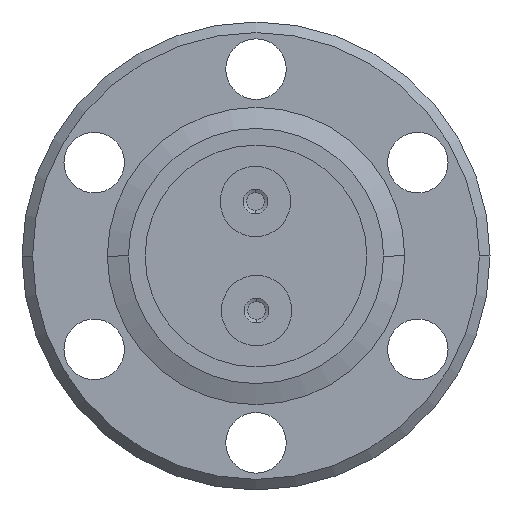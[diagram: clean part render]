
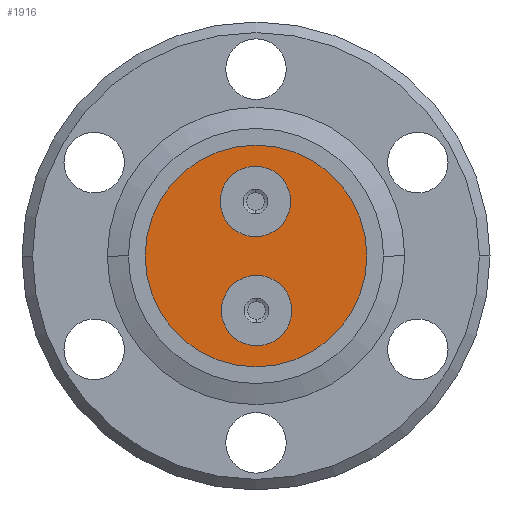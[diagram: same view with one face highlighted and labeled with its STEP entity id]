
A CAD part, front view. The second image highlights one B-rep face of the part: STEP entity #1916.
In plain terms, the highlighted planar face has unit normal (0, -1, 0).
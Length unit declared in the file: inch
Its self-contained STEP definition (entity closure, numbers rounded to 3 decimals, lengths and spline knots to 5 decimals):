
#337 = DIRECTION ( 'NONE',  ( 0., 0., 1. ) ) ;
#367 = DIRECTION ( 'NONE',  ( 0., 0., -1. ) ) ;
#368 = DIRECTION ( 'NONE',  ( 0., -1., 0. ) ) ;
#369 = CARTESIAN_POINT ( 'NONE',  ( -0.0016, 0.86, 0.15499 ) ) ;
#414 = DIRECTION ( 'NONE',  ( 0., -1., 0. ) ) ;
#492 = DIRECTION ( 'NONE',  ( 0., -1., 0. ) ) ;
#508 = CARTESIAN_POINT ( 'NONE',  ( 0., 0.86, 0. ) ) ;
#531 = DIRECTION ( 'NONE',  ( 0., 0., -1. ) ) ;
#552 = CARTESIAN_POINT ( 'NONE',  ( 0.0016, 0.86, -0.15499 ) ) ;
#695 = EDGE_CURVE ( 'NONE', #2880, #2879, #1667, .T. ) ;
#846 = AXIS2_PLACEMENT_3D ( 'NONE', #2011, #2014, #2006 ) ;
#938 = AXIS2_PLACEMENT_3D ( 'NONE', #2376, #2375, #2367 ) ;
#942 = AXIS2_PLACEMENT_3D ( 'NONE', #2435, #2433, #2436 ) ;
#944 = AXIS2_PLACEMENT_3D ( 'NONE', #2495, #2462, #2459 ) ;
#956 = EDGE_CURVE ( 'NONE', #2892, #2891, #1262, .T. ) ;
#957 = AXIS2_PLACEMENT_3D ( 'NONE', #552, #414, #531 ) ;
#978 = AXIS2_PLACEMENT_3D ( 'NONE', #508, #492, #337 ) ;
#989 = EDGE_CURVE ( 'NONE', #2884, #2883, #1149, .T. ) ;
#1009 = AXIS2_PLACEMENT_3D ( 'NONE', #369, #368, #367 ) ;
#1089 = FACE_OUTER_BOUND ( 'NONE', #2678, .T. ) ;
#1125 = FACE_BOUND ( 'NONE', #2679, .T. ) ;
#1149 = CIRCLE ( 'NONE', #957, 0.1 ) ;
#1178 = CIRCLE ( 'NONE', #944, 0.1 ) ;
#1180 = CIRCLE ( 'NONE', #942, 0.1 ) ;
#1191 = CIRCLE ( 'NONE', #938, 0.3435 ) ;
#1262 = CIRCLE ( 'NONE', #978, 0.3435 ) ;
#1360 = ORIENTED_EDGE ( 'NONE', *, *, #1824, .F. ) ;
#1496 = FACE_BOUND ( 'NONE', #2677, .T. ) ;
#1667 = CIRCLE ( 'NONE', #1009, 0.1 ) ;
#1824 = EDGE_CURVE ( 'NONE', #2879, #2880, #1178, .T. ) ;
#1826 = EDGE_CURVE ( 'NONE', #2883, #2884, #1180, .T. ) ;
#1833 = EDGE_CURVE ( 'NONE', #2891, #2892, #1191, .T. ) ;
#1916 = ADVANCED_FACE ( 'NONE', ( #1496, #1089, #1125 ), #2008, .F. ) ;
#2006 = DIRECTION ( 'NONE',  ( 0., 0., 1. ) ) ;
#2008 = PLANE ( 'NONE',  #846 ) ;
#2011 = CARTESIAN_POINT ( 'NONE',  ( 0., 0.86, 0. ) ) ;
#2014 = DIRECTION ( 'NONE',  ( 0., 1., 0. ) ) ;
#2243 = CARTESIAN_POINT ( 'NONE',  ( 0., 0.86, 0.3435 ) ) ;
#2244 = CARTESIAN_POINT ( 'NONE',  ( 0., 0.86, -0.3435 ) ) ;
#2253 = CARTESIAN_POINT ( 'NONE',  ( 0.0016, 0.86, -0.25499 ) ) ;
#2254 = CARTESIAN_POINT ( 'NONE',  ( 0.0016, 0.86, -0.05499 ) ) ;
#2259 = CARTESIAN_POINT ( 'NONE',  ( -0.0016, 0.86, 0.05499 ) ) ;
#2260 = CARTESIAN_POINT ( 'NONE',  ( -0.0016, 0.86, 0.25499 ) ) ;
#2367 = DIRECTION ( 'NONE',  ( 0., 0., 1. ) ) ;
#2375 = DIRECTION ( 'NONE',  ( 0., -1., 0. ) ) ;
#2376 = CARTESIAN_POINT ( 'NONE',  ( 0., 0.86, 0. ) ) ;
#2433 = DIRECTION ( 'NONE',  ( 0., -1., 0. ) ) ;
#2435 = CARTESIAN_POINT ( 'NONE',  ( 0.0016, 0.86, -0.15499 ) ) ;
#2436 = DIRECTION ( 'NONE',  ( 0., 0., -1. ) ) ;
#2459 = DIRECTION ( 'NONE',  ( 0., 0., -1. ) ) ;
#2462 = DIRECTION ( 'NONE',  ( 0., -1., 0. ) ) ;
#2495 = CARTESIAN_POINT ( 'NONE',  ( -0.0016, 0.86, 0.15499 ) ) ;
#2677 = EDGE_LOOP ( 'NONE', ( #2708, #2707 ) ) ;
#2678 = EDGE_LOOP ( 'NONE', ( #2706, #2705 ) ) ;
#2679 = EDGE_LOOP ( 'NONE', ( #2704, #1360 ) ) ;
#2704 = ORIENTED_EDGE ( 'NONE', *, *, #695, .F. ) ;
#2705 = ORIENTED_EDGE ( 'NONE', *, *, #1833, .T. ) ;
#2706 = ORIENTED_EDGE ( 'NONE', *, *, #956, .T. ) ;
#2707 = ORIENTED_EDGE ( 'NONE', *, *, #1826, .F. ) ;
#2708 = ORIENTED_EDGE ( 'NONE', *, *, #989, .F. ) ;
#2879 = VERTEX_POINT ( 'NONE', #2260 ) ;
#2880 = VERTEX_POINT ( 'NONE', #2259 ) ;
#2883 = VERTEX_POINT ( 'NONE', #2254 ) ;
#2884 = VERTEX_POINT ( 'NONE', #2253 ) ;
#2891 = VERTEX_POINT ( 'NONE', #2244 ) ;
#2892 = VERTEX_POINT ( 'NONE', #2243 ) ;
